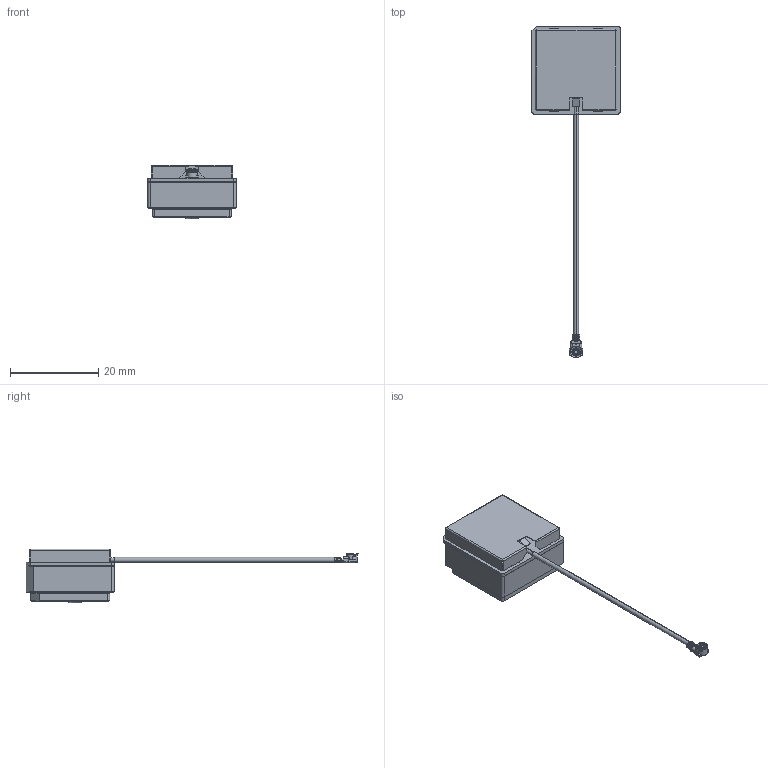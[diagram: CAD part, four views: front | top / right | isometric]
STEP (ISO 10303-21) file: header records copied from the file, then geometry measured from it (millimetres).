
FILE_DESCRIPTION (( 'STEP AP214' ), '1' );
FILE_NAME ('AGVLB208.A.07.0100AO_Web.STEP', '2026-04-01T01:34:48', ( '' ), ( '' ), 'SwSTEP 2.0', 'SolidWorks 2024', '' );
FILE_SCHEMA (( 'AUTOMOTIVE_DESIGN' ));
Length unit declared in the file: millimetre
Products named in the file (1): AGVLB208.A.07.0100AO_Web
Bounding box: 20 x 75.36 x 12.19 mm (x, y, z)
Surface area: 3690.3 mm2 (no closed solid volume)
Topology: 0 solids, 29 shells, 372 faces, 1677 edges, 1289 vertices
Faces by surface type: plane 212, cylinder 93, bspline 42, cone 23, torus 2
Entity records: 24494 total; most frequent: CARTESIAN_POINT 8069, ORIENTED_EDGE 2422, DIRECTION 2126, EDGE_CURVE 1673, VERTEX_POINT 1289, LINE 1016, VECTOR 1016, AXIS2_PLACEMENT_3D 555
